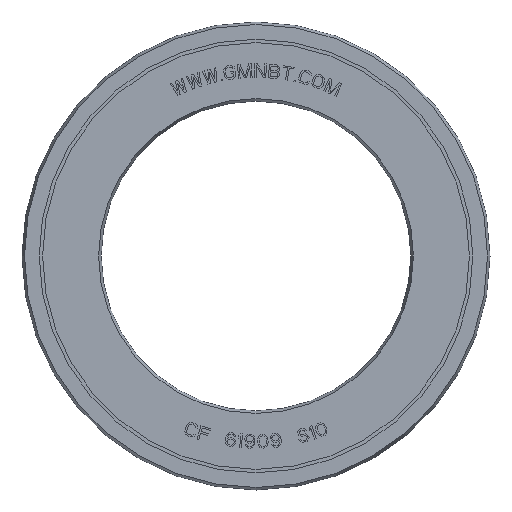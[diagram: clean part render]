
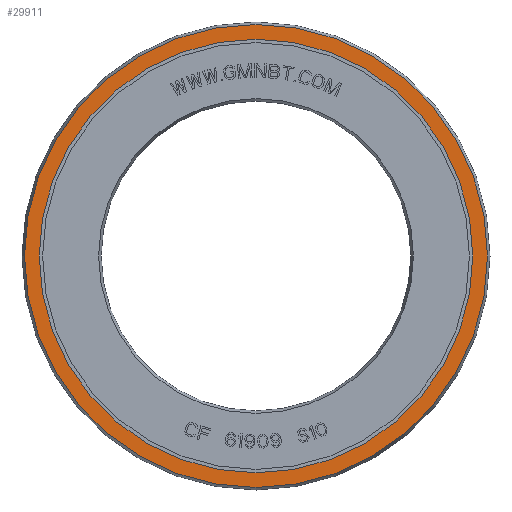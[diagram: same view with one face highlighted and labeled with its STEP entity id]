
A CAD part, front view. The second image highlights one B-rep face of the part: STEP entity #29911.
In plain terms, the highlighted planar face has unit normal (0, -1, 0).
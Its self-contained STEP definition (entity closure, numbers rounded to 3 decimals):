
#29430=CARTESIAN_POINT('',(0.,-3.,0.));
#29431=DIRECTION('',(0.,1.,0.));
#29432=DIRECTION('',(0.,0.,-1.));
#29433=AXIS2_PLACEMENT_3D('',#29430,#29431,#29432);
#29438=CARTESIAN_POINT('',(0.,-3.,0.));
#29439=DIRECTION('',(0.,-1.,0.));
#29440=DIRECTION('',(0.,0.,-1.));
#29441=AXIS2_PLACEMENT_3D('',#29438,#29439,#29440);
#29446=CARTESIAN_POINT('',(0.,-3.,0.));
#29447=DIRECTION('',(0.,-1.,0.));
#29448=DIRECTION('',(0.,0.,-1.));
#29449=AXIS2_PLACEMENT_3D('',#29446,#29447,#29448);
#29468=CARTESIAN_POINT('',(0.,-3.,0.));
#29469=DIRECTION('',(0.,1.,0.));
#29470=DIRECTION('',(0.,0.,-1.));
#29471=AXIS2_PLACEMENT_3D('',#29468,#29469,#29470);
#29507=CARTESIAN_POINT('',(0.,-3.,-31.5));
#29509=VERTEX_POINT('',#29507);
#29510=CARTESIAN_POINT('',(0.,-3.,-33.636));
#29512=VERTEX_POINT('',#29510);
#29523=CARTESIAN_POINT('',(0.,-3.,31.5));
#29525=VERTEX_POINT('',#29523);
#29526=CARTESIAN_POINT('',(0.,-3.,33.636));
#29528=VERTEX_POINT('',#29526);
#29896=CARTESIAN_POINT('',(0.,-3.,0.));
#29897=DIRECTION('',(0.,-1.,0.));
#29898=DIRECTION('',(0.,0.,1.));
#29899=AXIS2_PLACEMENT_3D('',#29896,#29897,#29898);
#29900=PLANE('',#29899);
#29902=ORIENTED_EDGE('',*,*,#29901,.F.);
#29904=ORIENTED_EDGE('',*,*,#29903,.T.);
#29905=EDGE_LOOP('',(#29902,#29904));
#29906=FACE_OUTER_BOUND('',#29905,.F.);
#29907=ORIENTED_EDGE('',*,*,#29889,.F.);
#29908=ORIENTED_EDGE('',*,*,#29878,.T.);
#29909=EDGE_LOOP('',(#29907,#29908));
#29910=FACE_BOUND('',#29909,.F.);
#29434=CIRCLE('',#29433,31.5);
#29442=CIRCLE('',#29441,31.5);
#29450=CIRCLE('',#29449,33.636);
#29472=CIRCLE('',#29471,33.636);
#29878=EDGE_CURVE('',#29509,#29525,#29442,.T.);
#29889=EDGE_CURVE('',#29509,#29525,#29434,.T.);
#29901=EDGE_CURVE('',#29512,#29528,#29450,.T.);
#29903=EDGE_CURVE('',#29512,#29528,#29472,.T.);
#29911=ADVANCED_FACE('',(#29906,#29910),#29900,.T.);
